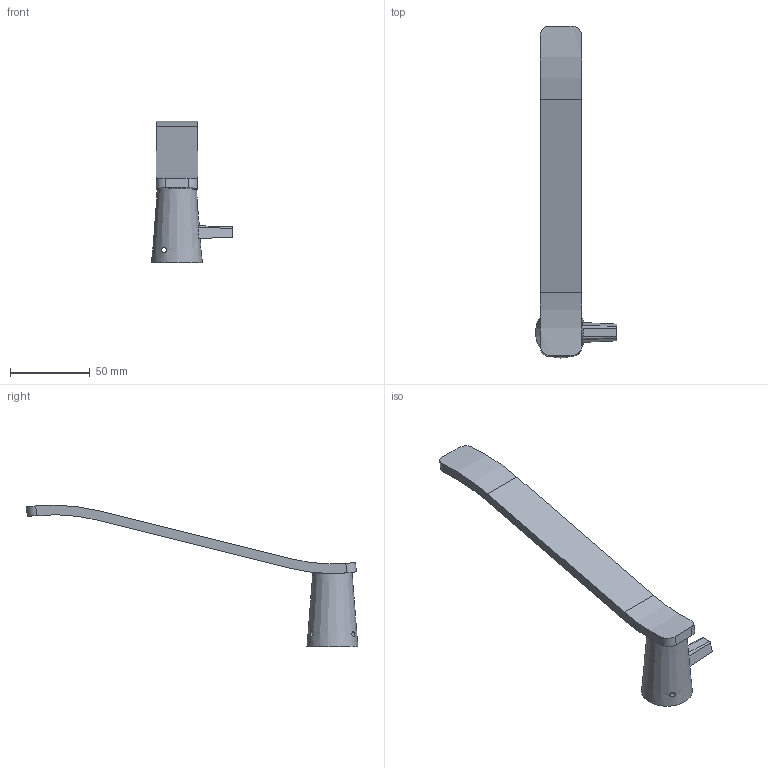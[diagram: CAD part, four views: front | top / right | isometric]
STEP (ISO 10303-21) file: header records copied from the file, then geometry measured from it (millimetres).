
FILE_DESCRIPTION(/* description */ (''),/* implementation_level */ '2;1');
FILE_NAME(/* name */ 'Part 031.stp',/* time_stamp */ '2015-02-21T09:12:15+02:00',/* author */ ('SFC'),/* organization */ (''),/* preprocessor_version */ 'ST-DEVELOPER v15.2',/* originating_system */ 'Autodesk Inventor 2014',/* authorisation */ '');
FILE_SCHEMA (('AUTOMOTIVE_DESIGN { 1 0 10303 214 3 1 1 }'));
Length unit declared in the file: millimetre
Products named in the file (1): Part 031
Bounding box: 51 x 208.32 x 88.87 mm (x, y, z)
Volume: 55973.3 mm3; surface area: 20799 mm2
Topology: 1 solids, 1 shells, 26 faces, 69 edges, 46 vertices
Faces by surface type: plane 12, cylinder 10, cone 4
Full cylindrical faces by diameter (mm): 3 x1, 16 x1
Entity records: 1011 total; most frequent: CARTESIAN_POINT 369, ORIENTED_EDGE 122, DIRECTION 118, EDGE_CURVE 61, AXIS2_PLACEMENT_3D 44, VERTEX_POINT 43, EDGE_LOOP 36, LINE 30
